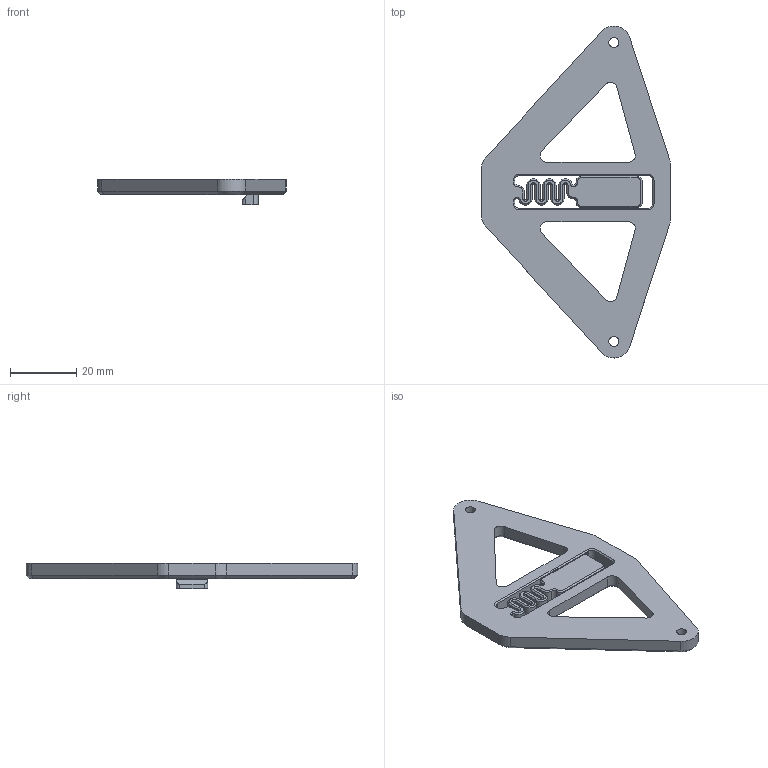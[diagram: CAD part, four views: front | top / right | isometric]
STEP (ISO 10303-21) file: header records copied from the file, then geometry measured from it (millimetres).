
FILE_DESCRIPTION(/* description */ ('STEP AP214'),/* implementation_level */ '2;1');
FILE_NAME(/* name */ 'BTT octopus DIN mount A.stp',/* time_stamp */ '2021-07-11T22:53:51-05:00',/* author */ ('robert'),/* organization */ (''),/* preprocessor_version */ 'ST-DEVELOPER v18',/* originating_system */ 'Autodesk Inventor 2020',/* authorisation */ '');
FILE_SCHEMA (('AUTOMOTIVE_DESIGN { 1 0 10303 214 3 1 1 }'));
Length unit declared in the file: millimetre
Products named in the file (1): Base_snap
Bounding box: 56.9 x 99.97 x 7.6 mm (x, y, z)
Volume: 11783.9 mm3; surface area: 8142.8 mm2
Topology: 1 solids, 1 shells, 180 faces, 448 edges, 274 vertices
Faces by surface type: plane 86, cylinder 53, cone 41
Full cylindrical faces by diameter (mm): 3 x2
Entity records: 5365 total; most frequent: DIRECTION 957, CARTESIAN_POINT 912, ORIENTED_EDGE 896, EDGE_CURVE 448, AXIS2_PLACEMENT_3D 329, LINE 299, VECTOR 299, VERTEX_POINT 274
